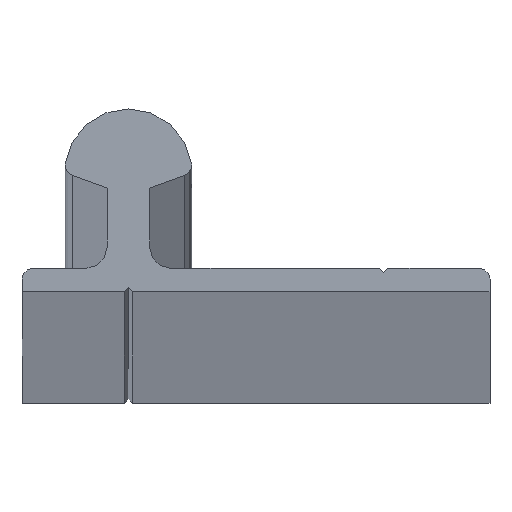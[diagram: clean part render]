
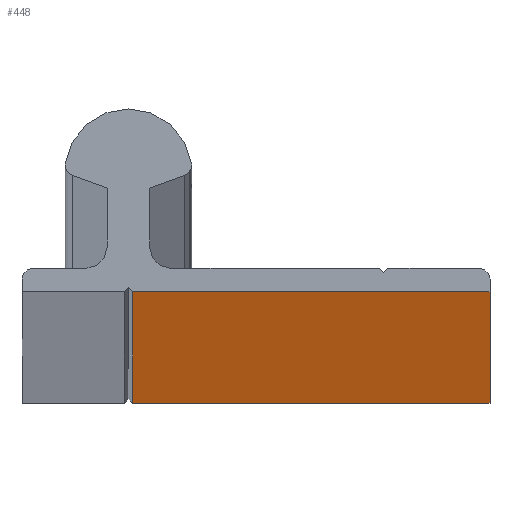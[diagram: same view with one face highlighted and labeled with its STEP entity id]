
A CAD part, top view. The second image highlights one B-rep face of the part: STEP entity #448.
In plain terms, the highlighted planar face has unit normal (0, -1, 0).
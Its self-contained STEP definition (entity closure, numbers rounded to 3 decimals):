
#15=PLANE('',#494);
#33=FACE_OUTER_BOUND('',#57,.T.);
#57=EDGE_LOOP('',(#312,#313,#314,#315));
#82=LINE('',#672,#134);
#83=LINE('',#674,#135);
#84=LINE('',#676,#136);
#85=LINE('',#677,#137);
#134=VECTOR('',#541,1000.);
#135=VECTOR('',#542,1000.);
#136=VECTOR('',#543,1000.);
#137=VECTOR('',#544,1000.);
#202=VERTEX_POINT('',#670);
#203=VERTEX_POINT('',#671);
#204=VERTEX_POINT('',#673);
#205=VERTEX_POINT('',#675);
#246=EDGE_CURVE('',#202,#203,#82,.T.);
#247=EDGE_CURVE('',#204,#202,#83,.T.);
#248=EDGE_CURVE('',#204,#205,#84,.T.);
#249=EDGE_CURVE('',#203,#205,#85,.T.);
#312=ORIENTED_EDGE('',*,*,#246,.F.);
#313=ORIENTED_EDGE('',*,*,#247,.F.);
#314=ORIENTED_EDGE('',*,*,#248,.T.);
#315=ORIENTED_EDGE('',*,*,#249,.F.);
#448=ADVANCED_FACE('',(#33),#15,.F.);
#494=AXIS2_PLACEMENT_3D('',#669,#539,#540);
#539=DIRECTION('center_axis',(0.,1.,0.));
#540=DIRECTION('ref_axis',(-1.,0.,0.));
#541=DIRECTION('',(1.,0.,0.));
#542=DIRECTION('',(0.,0.,1.));
#543=DIRECTION('',(1.,0.,0.));
#544=DIRECTION('',(0.,0.,-1.));
#669=CARTESIAN_POINT('Origin',(-5.,-8.6,500.));
#670=CARTESIAN_POINT('',(0.2,-8.6,2000.));
#671=CARTESIAN_POINT('',(17.,-8.6,2000.));
#672=CARTESIAN_POINT('',(-5.,-8.6,2000.));
#673=CARTESIAN_POINT('',(0.2,-8.6,-1000.));
#674=CARTESIAN_POINT('',(0.2,-8.6,-0.447));
#675=CARTESIAN_POINT('',(17.,-8.6,-1000.));
#676=CARTESIAN_POINT('',(-5.,-8.6,-1000.));
#677=CARTESIAN_POINT('',(17.,-8.6,500.));
